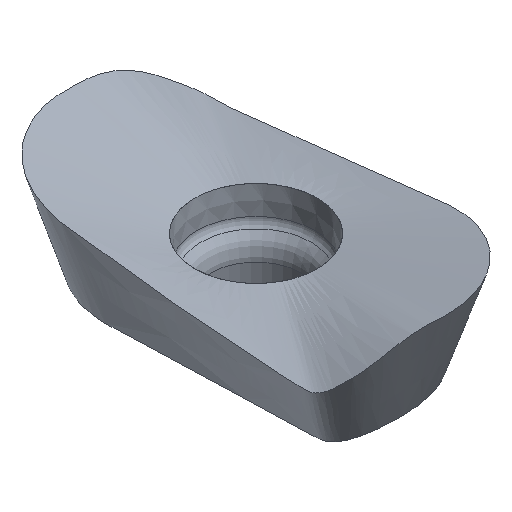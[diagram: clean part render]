
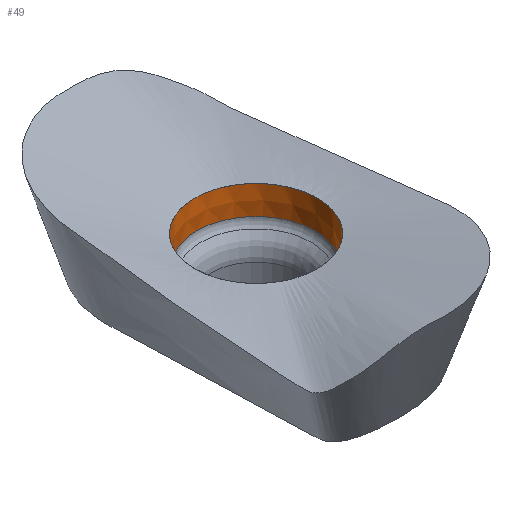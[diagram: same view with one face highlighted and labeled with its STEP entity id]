
A CAD part, isometric view. The second image highlights one B-rep face of the part: STEP entity #49.
In plain terms, the highlighted conical face has half-angle 4 degrees and reference radius 2.717 mm.
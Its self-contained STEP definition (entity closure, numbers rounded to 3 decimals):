
#35=CONICAL_SURFACE('',#278,2.717,4.);
#49=ADVANCED_FACE('',(#67,#68),#35,.F.);
#67=FACE_BOUND('',#85,.T.);
#68=FACE_BOUND('',#86,.T.);
#85=EDGE_LOOP('',(#143));
#86=EDGE_LOOP('',(#144));
#143=ORIENTED_EDGE('',*,*,#196,.F.);
#144=ORIENTED_EDGE('',*,*,#203,.T.);
#167=VERTEX_POINT('',#3100);
#174=VERTEX_POINT('',#4257);
#196=EDGE_CURVE('',#167,#167,#206,.T.);
#203=EDGE_CURVE('',#174,#174,#208,.T.);
#206=CIRCLE('',#271,2.804);
#208=CIRCLE('',#275,2.717);
#271=AXIS2_PLACEMENT_3D('',#3099,#292,#293);
#275=AXIS2_PLACEMENT_3D('',#4256,#300,#301);
#278=AXIS2_PLACEMENT_3D('',#4261,#306,#307);
#292=DIRECTION('',(0.,0.,-1.));
#293=DIRECTION('',(0.,1.,0.));
#300=DIRECTION('',(0.,0.,-1.));
#301=DIRECTION('',(1.,0.,0.));
#306=DIRECTION('',(0.,0.,1.));
#307=DIRECTION('',(1.,0.,0.));
#3099=CARTESIAN_POINT('',(0.,0.,-1.232));
#3100=CARTESIAN_POINT('',(0.,2.804,-1.232));
#4256=CARTESIAN_POINT('',(0.,0.,-2.479));
#4257=CARTESIAN_POINT('',(2.717,0.,-2.479));
#4261=CARTESIAN_POINT('',(0.,0.,-2.479));
